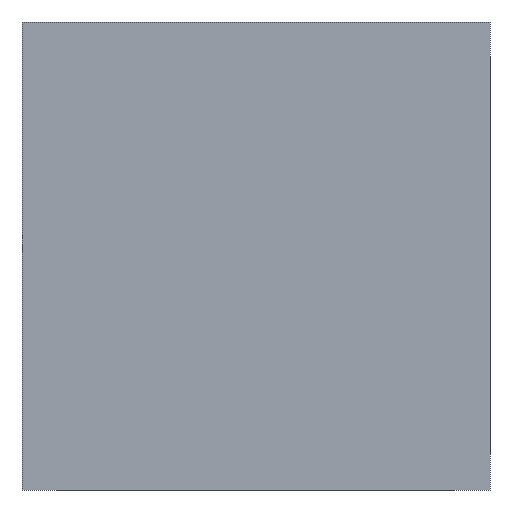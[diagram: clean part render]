
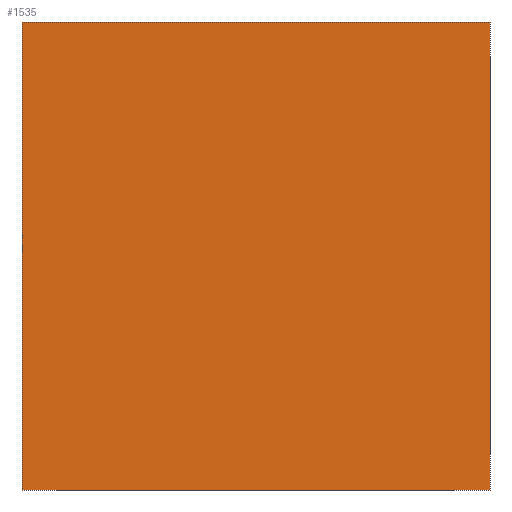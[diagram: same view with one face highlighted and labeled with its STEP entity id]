
A CAD part, front view. The second image highlights one B-rep face of the part: STEP entity #1535.
In plain terms, the highlighted planar face has unit normal (0, -1, 0).
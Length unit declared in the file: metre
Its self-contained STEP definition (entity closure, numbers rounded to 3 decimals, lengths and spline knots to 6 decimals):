
#172=ORIENTED_EDGE('',*,*,#532,.T.);
#173=ORIENTED_EDGE('',*,*,#468,.F.);
#174=ORIENTED_EDGE('',*,*,#554,.F.);
#175=ORIENTED_EDGE('',*,*,#448,.T.);
#448=EDGE_CURVE('',#664,#665,#808,.T.);
#468=EDGE_CURVE('',#684,#685,#828,.T.);
#532=EDGE_CURVE('',#665,#685,#892,.T.);
#554=EDGE_CURVE('',#664,#684,#914,.T.);
#664=VERTEX_POINT('',#2069);
#665=VERTEX_POINT('',#2070);
#684=VERTEX_POINT('',#2110);
#685=VERTEX_POINT('',#2111);
#808=LINE('',#2068,#1024);
#828=LINE('',#2109,#1044);
#892=LINE('',#2240,#1108);
#914=LINE('',#2283,#1130);
#1024=VECTOR('',#1698,1.);
#1044=VECTOR('',#1720,1.);
#1108=VECTOR('',#1790,1.);
#1130=VECTOR('',#1814,1.);
#1276=EDGE_LOOP('',(#172,#173,#174,#175));
#1384=FACE_BOUND('',#1276,.T.);
#1460=PLANE('',#1623);
#1535=ADVANCED_FACE('',(#1384),#1460,.F.);
#1623=AXIS2_PLACEMENT_3D('',#2363,#1860,#1861);
#1698=DIRECTION('',(0.,0.,1.));
#1720=DIRECTION('',(0.,0.,1.));
#1790=DIRECTION('',(-1.,0.,0.));
#1814=DIRECTION('',(-1.,0.,0.));
#1860=DIRECTION('',(0.,1.,0.));
#1861=DIRECTION('',(1.,0.,0.));
#2068=CARTESIAN_POINT('',(0.0525,0.,-0.0465));
#2069=CARTESIAN_POINT('',(0.0525,0.,-0.0525));
#2070=CARTESIAN_POINT('',(0.0525,0.,0.0525));
#2109=CARTESIAN_POINT('',(-0.0525,0.,-0.0465));
#2110=CARTESIAN_POINT('',(-0.0525,0.,-0.0525));
#2111=CARTESIAN_POINT('',(-0.0525,0.,0.0525));
#2240=CARTESIAN_POINT('',(0.0465,0.,0.0525));
#2283=CARTESIAN_POINT('',(0.0465,0.,-0.0525));
#2363=CARTESIAN_POINT('',(0.,0.,0.));
